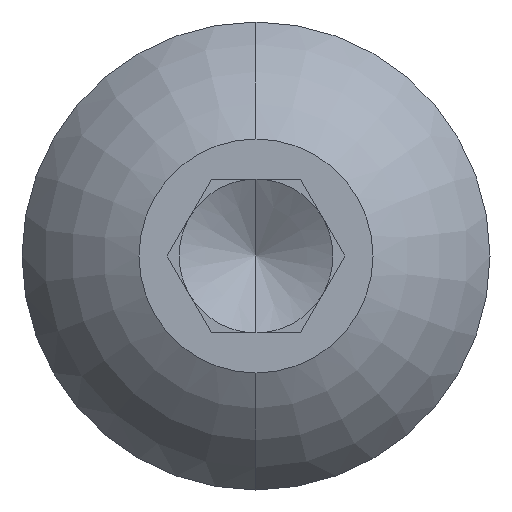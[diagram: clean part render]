
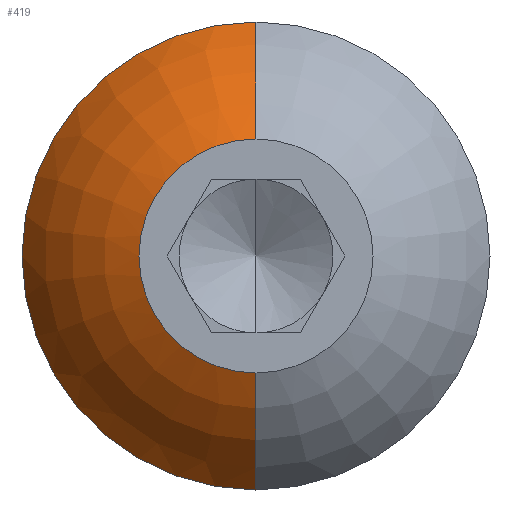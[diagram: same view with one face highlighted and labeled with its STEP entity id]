
A CAD part, left-side view. The second image highlights one B-rep face of the part: STEP entity #419.
In plain terms, the highlighted toroidal (fillet/blend) face has major radius 0.018 mm and minor radius 4.3 mm.
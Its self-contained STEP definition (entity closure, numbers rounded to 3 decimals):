
#2 = DIRECTION ( 'NONE',  ( 0., 0., 1. ) ) ;
#22 = CARTESIAN_POINT ( 'NONE',  ( -0.38, 0., 3.8 ) ) ;
#32 = ORIENTED_EDGE ( 'NONE', *, *, #448, .F. ) ;
#68 = EDGE_LOOP ( 'NONE', ( #481, #336, #32, #480 ) ) ;
#90 = TOROIDAL_SURFACE ( 'NONE', #400, 0.018, 4.3 ) ;
#97 = EDGE_CURVE ( 'NONE', #552, #325, #360, .T. ) ;
#100 = FACE_OUTER_BOUND ( 'NONE', #68, .T. ) ;
#108 = DIRECTION ( 'NONE',  ( -1., 0., 0. ) ) ;
#115 = DIRECTION ( 'NONE',  ( -1., 0., 0. ) ) ;
#118 = EDGE_CURVE ( 'NONE', #732, #552, #329, .T. ) ;
#124 = DIRECTION ( 'NONE',  ( 0., 1., 0. ) ) ;
#181 = CARTESIAN_POINT ( 'NONE',  ( -0.38, 0., 0. ) ) ;
#183 = DIRECTION ( 'NONE',  ( 0., 0., -1. ) ) ;
#250 = CARTESIAN_POINT ( 'NONE',  ( 1.666, 0., 0.018 ) ) ;
#258 = CIRCLE ( 'NONE', #282, 1.9 ) ;
#282 = AXIS2_PLACEMENT_3D ( 'NONE', #447, #115, #505 ) ;
#289 = DIRECTION ( 'NONE',  ( 0., 0., 1. ) ) ;
#325 = VERTEX_POINT ( 'NONE', #680 ) ;
#329 = CIRCLE ( 'NONE', #618, 3.8 ) ;
#336 = ORIENTED_EDGE ( 'NONE', *, *, #97, .T. ) ;
#360 = CIRCLE ( 'NONE', #497, 4.3 ) ;
#377 = VERTEX_POINT ( 'NONE', #556 ) ;
#399 = DIRECTION ( 'NONE',  ( 0., 0., 1. ) ) ;
#400 = AXIS2_PLACEMENT_3D ( 'NONE', #498, #108, #289 ) ;
#419 = ADVANCED_FACE ( 'NONE', ( #100 ), #90, .T. ) ;
#447 = CARTESIAN_POINT ( 'NONE',  ( -2.2, 0., 0. ) ) ;
#448 = EDGE_CURVE ( 'NONE', #377, #325, #258, .T. ) ;
#451 = AXIS2_PLACEMENT_3D ( 'NONE', #250, #579, #183 ) ;
#480 = ORIENTED_EDGE ( 'NONE', *, *, #677, .F. ) ;
#481 = ORIENTED_EDGE ( 'NONE', *, *, #118, .T. ) ;
#497 = AXIS2_PLACEMENT_3D ( 'NONE', #569, #124, #2 ) ;
#498 = CARTESIAN_POINT ( 'NONE',  ( 1.666, 0., 0. ) ) ;
#505 = DIRECTION ( 'NONE',  ( 0., 0., 1. ) ) ;
#511 = CARTESIAN_POINT ( 'NONE',  ( -0.38, 0., -3.8 ) ) ;
#518 = DIRECTION ( 'NONE',  ( -1., 0., 0. ) ) ;
#552 = VERTEX_POINT ( 'NONE', #511 ) ;
#556 = CARTESIAN_POINT ( 'NONE',  ( -2.2, 0., 1.9 ) ) ;
#569 = CARTESIAN_POINT ( 'NONE',  ( 1.666, 0., -0.018 ) ) ;
#579 = DIRECTION ( 'NONE',  ( 0., -1., 0. ) ) ;
#618 = AXIS2_PLACEMENT_3D ( 'NONE', #181, #518, #399 ) ;
#627 = CIRCLE ( 'NONE', #451, 4.3 ) ;
#677 = EDGE_CURVE ( 'NONE', #732, #377, #627, .T. ) ;
#680 = CARTESIAN_POINT ( 'NONE',  ( -2.2, 0., -1.9 ) ) ;
#732 = VERTEX_POINT ( 'NONE', #22 ) ;
